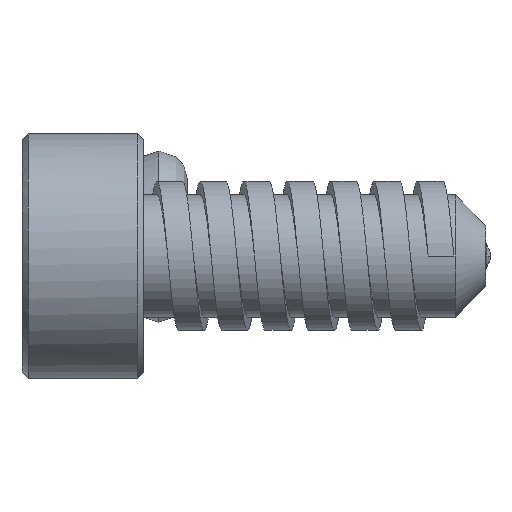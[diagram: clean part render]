
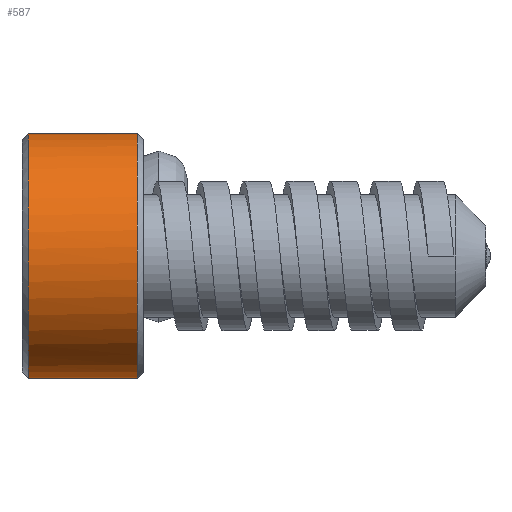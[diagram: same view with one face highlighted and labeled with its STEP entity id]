
A CAD part, left-side view. The second image highlights one B-rep face of the part: STEP entity #587.
In plain terms, the highlighted free-form (B-spline) face has degree [2, 1] with [5, 2] control points.
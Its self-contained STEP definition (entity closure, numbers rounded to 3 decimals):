
#216 = VERTEX_POINT('',#217);
#217 = CARTESIAN_POINT('',(0.,66.927,-23.483));
#223 = VERTEX_POINT('',#224);
#224 = CARTESIAN_POINT('',(0.,66.927,
    23.483));
#264 = VERTEX_POINT('',#265);
#265 = CARTESIAN_POINT('',(0.,87.89,
    23.483));
#271 = VERTEX_POINT('',#272);
#272 = CARTESIAN_POINT('',(0.,87.89,-23.483));
#476 = EDGE_CURVE('',#264,#223,#477,.T.);
#477 = B_SPLINE_CURVE_WITH_KNOTS('',1,(#478,#479),.UNSPECIFIED.,.F.,.F.,
  (2,2),(-74.853,-57.),.PIECEWISE_BEZIER_KNOTS.);
#478 = CARTESIAN_POINT('',(0.,87.89,
    23.483));
#479 = CARTESIAN_POINT('',(0.,66.927,
    23.483));
#482 = EDGE_CURVE('',#271,#216,#483,.T.);
#483 = B_SPLINE_CURVE_WITH_KNOTS('',1,(#484,#485),.UNSPECIFIED.,.F.,.F.,
  (2,2),(-74.853,-57.),.PIECEWISE_BEZIER_KNOTS.);
#484 = CARTESIAN_POINT('',(0.,87.89,-23.483));
#485 = CARTESIAN_POINT('',(0.,66.927,-23.483));
#587 = ADVANCED_FACE('',(#588),#608,.T.);
#588 = FACE_BOUND('',#589,.T.);
#589 = EDGE_LOOP('',(#590,#591,#599,#600));
#590 = ORIENTED_EDGE('',*,*,#476,.F.);
#591 = ORIENTED_EDGE('',*,*,#592,.T.);
#592 = EDGE_CURVE('',#264,#271,#593,.T.);
#593 = ( BOUNDED_CURVE() B_SPLINE_CURVE(2,(#594,#595,#596,#597,#598),
.UNSPECIFIED.,.F.,.F.) B_SPLINE_CURVE_WITH_KNOTS((3,2,3),(3.142,
4.712,6.283),.PIECEWISE_BEZIER_KNOTS.) CURVE() 
GEOMETRIC_REPRESENTATION_ITEM() RATIONAL_B_SPLINE_CURVE((1.,
0.707,1.,0.707,1.)) REPRESENTATION_ITEM('') );
#594 = CARTESIAN_POINT('',(0.,87.89,
    23.483));
#595 = CARTESIAN_POINT('',(-23.483,87.89,
    23.483));
#596 = CARTESIAN_POINT('',(-23.483,87.89,
    0.));
#597 = CARTESIAN_POINT('',(-23.483,87.89,
    -23.483));
#598 = CARTESIAN_POINT('',(0.,87.89,
    -23.483));
#599 = ORIENTED_EDGE('',*,*,#482,.T.);
#600 = ORIENTED_EDGE('',*,*,#601,.T.);
#601 = EDGE_CURVE('',#216,#223,#602,.T.);
#602 = ( BOUNDED_CURVE() B_SPLINE_CURVE(2,(#603,#604,#605,#606,#607),
.UNSPECIFIED.,.F.,.F.) B_SPLINE_CURVE_WITH_KNOTS((3,2,3),(3.142,
4.712,6.283),.PIECEWISE_BEZIER_KNOTS.) CURVE() 
GEOMETRIC_REPRESENTATION_ITEM() RATIONAL_B_SPLINE_CURVE((1.,
0.707,1.,0.707,1.)) REPRESENTATION_ITEM('') );
#603 = CARTESIAN_POINT('',(0.,66.927,
    -23.483));
#604 = CARTESIAN_POINT('',(-23.483,66.927,
    -23.483));
#605 = CARTESIAN_POINT('',(-23.483,66.927,
    0.));
#606 = CARTESIAN_POINT('',(-23.483,66.927,
    23.483));
#607 = CARTESIAN_POINT('',(0.,66.927,
    23.483));
#608 = ( BOUNDED_SURFACE() B_SPLINE_SURFACE(2,1,(
    (#609,#610)
    ,(#611,#612)
    ,(#613,#614)
    ,(#615,#616)
,(#617,#618
    )),.UNSPECIFIED.,.F.,.F.,.F.) B_SPLINE_SURFACE_WITH_KNOTS((3,2,3),(2
    ,2),(3.142,4.712,6.283),(-74.853,
-57.),.PIECEWISE_BEZIER_KNOTS.) GEOMETRIC_REPRESENTATION_ITEM() 
RATIONAL_B_SPLINE_SURFACE((
    (1.,1.)
    ,(0.707,0.707)
    ,(1.,1.)
    ,(0.707,0.707)
,(1.,1.))) REPRESENTATION_ITEM('') SURFACE() );
#609 = CARTESIAN_POINT('',(0.,87.89,
    23.483));
#610 = CARTESIAN_POINT('',(0.,66.927,
    23.483));
#611 = CARTESIAN_POINT('',(-23.483,87.89,
    23.483));
#612 = CARTESIAN_POINT('',(-23.483,66.927,
    23.483));
#613 = CARTESIAN_POINT('',(-23.483,87.89,
    0.));
#614 = CARTESIAN_POINT('',(-23.483,66.927,
    0.));
#615 = CARTESIAN_POINT('',(-23.483,87.89,
    -23.483));
#616 = CARTESIAN_POINT('',(-23.483,66.927,
    -23.483));
#617 = CARTESIAN_POINT('',(0.,87.89,
    -23.483));
#618 = CARTESIAN_POINT('',(0.,66.927,
    -23.483));
